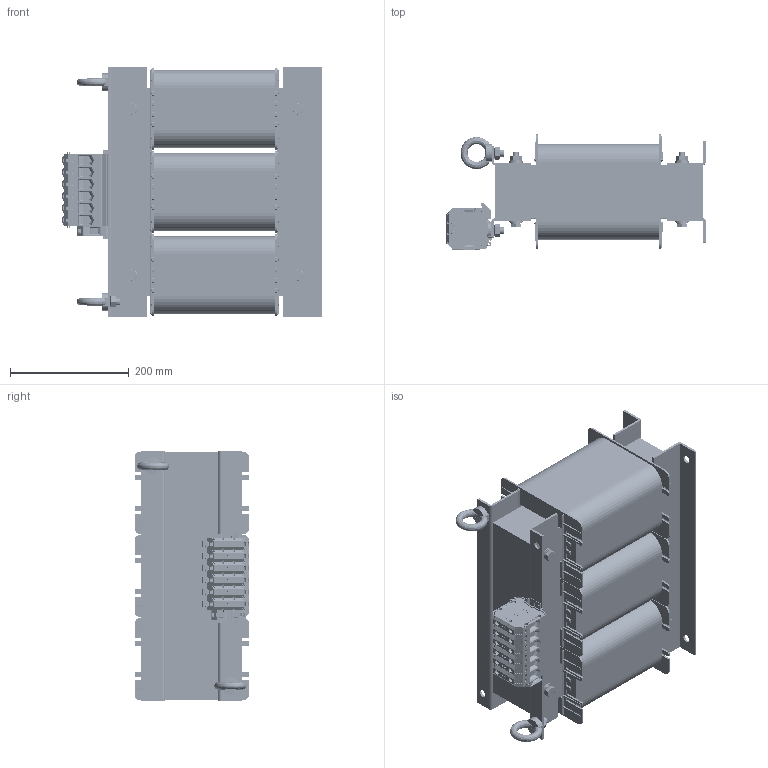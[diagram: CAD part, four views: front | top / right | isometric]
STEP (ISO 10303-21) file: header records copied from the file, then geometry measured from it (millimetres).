
FILE_DESCRIPTION(/* description */ (''),/* implementation_level */ '2;1');
FILE_NAME(/* name */ 'XMN02350620.stp',/* time_stamp */ '2023-03-08T13:33:24+01:00',/* author */ ('velazquez'),/* organization */ (''),/* preprocessor_version */ 'ST-DEVELOPER v19.2',/* originating_system */ 'Autodesk Inventor 2023',/* authorisation */ '');
FILE_SCHEMA (('AUTOMOTIVE_DESIGN { 1 0 10303 214 3 1 1 }'));
Products named in the file (15): XMN02350620; 3UI210 350 x 350 - 90; UI 210_90_BOBINADO; RC70 NT071 SUPERIOR; RC70 NT070 INFERIOR; centrador M10; DIN 125 - A 10,5; DIN 933 - M10  x 120; DIN 934 - M10; FICHA 50 6 GRIS 1 AZUL 35; carril 6 agujeros; FICHA 35 azul; FICHA 50; DIN 580 - M12; DIN 934 - M12
Assembly tree (45 placements, depth 3):
  XMN02350620
    3UI210 350 x 350 - 90
    UI 210_90_BOBINADO  x3
    RC70 NT071 SUPERIOR  x2
    RC70 NT070 INFERIOR  x2
    centrador M10  x8
    DIN 125 - A 10,5  x8
    DIN 933 - M10  x 120  x4
    DIN 934 - M10  x4
    FICHA 50 6 GRIS 1 AZUL 35
      carril 6 agujeros
      FICHA 35 azul
      FICHA 50  x6
    DIN 580 - M12  x2
    DIN 934 - M12  x2
Bounding box: 436.7 x 193.75 x 420 mm (x, y, z)
Volume: 17837626.2 mm3; surface area: 2231418.2 mm2
Topology: 62 solids, 101 shells, 9586 faces, 25746 edges, 16574 vertices
Faces by surface type: plane 5612, cylinder 3222, torus 244, bspline 240, cone 206, sphere 62
Full cylindrical faces by diameter (mm): 2 x4, 2.5 x96, 2.75 x12, 2.95 x12, 3.4 x24, 3.448 x6, 4.6 x12, 6.5 x26, 8.376 x4, 8.5 x12, 9.188 x4, 10 x12, 10.106 x2, 10.5 x8, 10.8 x2, 11.5 x8, 12 x2, 13 x8, 14 x4, 15 x10, 15.4 x4, 20 x8, 23 x8
Entity records: 85943 total; most frequent: CARTESIAN_POINT 21627, ORIENTED_EDGE 13196, DIRECTION 13195, EDGE_CURVE 6598, LINE 4459, VECTOR 4459, AXIS2_PLACEMENT_3D 4368, VERTEX_POINT 4225
